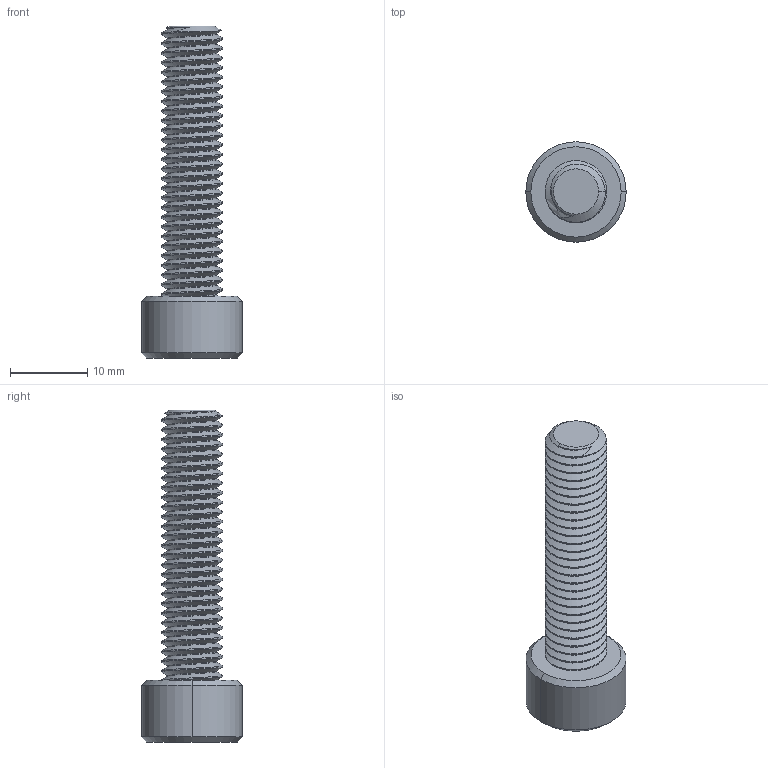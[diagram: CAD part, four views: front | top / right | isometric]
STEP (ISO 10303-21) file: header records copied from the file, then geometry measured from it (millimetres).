
FILE_DESCRIPTION (( 'STEP AP203' ), '1' );
FILE_NAME ('91292A151.step', '2014-03-06T13:55:10', ( '' ), ( '' ), 'SwSTEP 2.0', 'SolidWorks 2013', '' );
FILE_SCHEMA (( 'CONFIG_CONTROL_DESIGN' ));
Length unit declared in the file: millimetre
Products named in the file (1): 91292A151
Bounding box: 13 x 13 x 43 mm (x, y, z)
Volume: 2329 mm3; surface area: 2018.6 mm2
Topology: 1 solids, 1 shells, 140 faces, 392 edges, 256 vertices
Faces by surface type: cylinder 115, cone 13, plane 10, bspline 2
Entity records: 7215 total; most frequent: CARTESIAN_POINT 4230, ORIENTED_EDGE 784, DIRECTION 452, EDGE_CURVE 392, VERTEX_POINT 256, AXIS2_PLACEMENT_3D 160, EDGE_LOOP 142, ADVANCED_FACE 140
